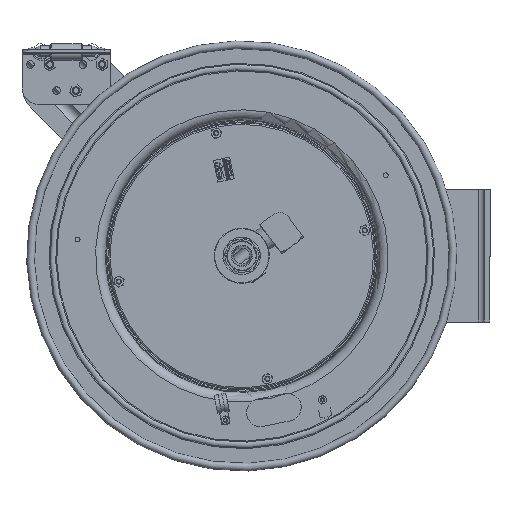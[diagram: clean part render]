
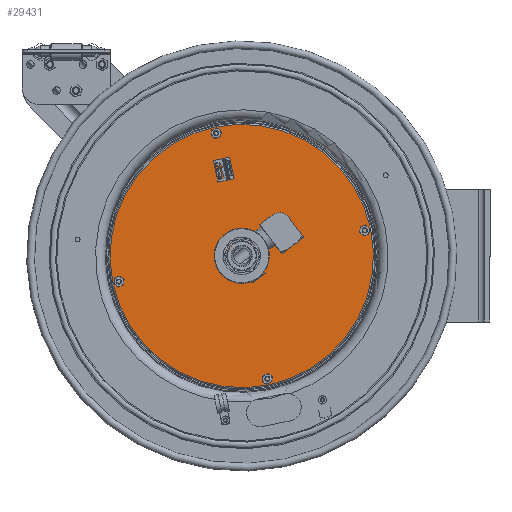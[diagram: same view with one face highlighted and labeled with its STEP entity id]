
A CAD part, left-side view. The second image highlights one B-rep face of the part: STEP entity #29431.
In plain terms, the highlighted planar face has unit normal (-1, 0, 0).
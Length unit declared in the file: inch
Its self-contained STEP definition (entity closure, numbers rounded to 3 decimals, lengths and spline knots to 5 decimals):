
#29336=CARTESIAN_POINT('',(-4.8367,12.46949,5.83569));
#29337=VERTEX_POINT('',#29336);
#29338=CARTESIAN_POINT('',(-4.8367,11.25139,-0.00872));
#29339=DIRECTION('',(1.0,0.,0.));
#29340=DIRECTION('',(0.,-0.204,-0.979));
#29341=AXIS2_PLACEMENT_3D('',#29338,#29339,#29340);
#29342=CIRCLE('',#29341,5.97);
#29343=EDGE_CURVE('',#29337,#29337,#29342,.T.);
#29368=CARTESIAN_POINT('',(-4.8367,11.25139,-0.00872));
#29369=DIRECTION('',(-1.0,0.0,0.0));
#29370=DIRECTION('',(0.0,-0.204,-0.979));
#29371=AXIS2_PLACEMENT_3D('',#29368,#29369,#29370);
#29372=PLANE('',#29371);
#29373=ORIENTED_EDGE('',*,*,#29343,.F.);
#29374=EDGE_LOOP('',(#29373));
#29375=FACE_OUTER_BOUND('',#29374,.T.);
#29376=CARTESIAN_POINT('',(-4.8367,16.79068,-1.30623));
#29377=VERTEX_POINT('',#29376);
#29378=CARTESIAN_POINT('',(-4.8367,16.81924,-1.16918));
#29379=DIRECTION('',(1.0,0.,0.));
#29380=DIRECTION('',(0.,-0.204,-0.979));
#29381=AXIS2_PLACEMENT_3D('',#29378,#29379,#29380);
#29382=CIRCLE('',#29381,0.14);
#29383=EDGE_CURVE('',#29377,#29377,#29382,.T.);
#29384=ORIENTED_EDGE('',*,*,#29383,.T.);
#29385=EDGE_LOOP('',(#29384));
#29386=FACE_BOUND('',#29385,.T.);
#29387=CARTESIAN_POINT('',(-4.8367,5.65497,1.01468));
#29388=VERTEX_POINT('',#29387);
#29389=CARTESIAN_POINT('',(-4.8367,5.68354,1.15174));
#29390=DIRECTION('',(1.0,0.,0.));
#29391=DIRECTION('',(0.,-0.204,-0.979));
#29392=AXIS2_PLACEMENT_3D('',#29389,#29390,#29391);
#29393=CIRCLE('',#29392,0.14);
#29394=EDGE_CURVE('',#29388,#29388,#29393,.T.);
#29395=ORIENTED_EDGE('',*,*,#29394,.T.);
#29396=EDGE_LOOP('',(#29395));
#29397=FACE_BOUND('',#29396,.T.);
#29398=CARTESIAN_POINT('',(-4.8367,12.38328,5.42208));
#29399=VERTEX_POINT('',#29398);
#29400=CARTESIAN_POINT('',(-4.8367,12.41185,5.55914));
#29401=DIRECTION('',(1.0,0.,0.));
#29402=DIRECTION('',(0.,-0.204,-0.979));
#29403=AXIS2_PLACEMENT_3D('',#29400,#29401,#29402);
#29404=CIRCLE('',#29403,0.14);
#29405=EDGE_CURVE('',#29399,#29399,#29404,.T.);
#29406=ORIENTED_EDGE('',*,*,#29405,.T.);
#29407=EDGE_LOOP('',(#29406));
#29408=FACE_BOUND('',#29407,.T.);
#29409=CARTESIAN_POINT('',(-4.8367,10.06237,-5.71363));
#29410=VERTEX_POINT('',#29409);
#29411=CARTESIAN_POINT('',(-4.8367,10.09093,-5.57657));
#29412=DIRECTION('',(1.0,0.,0.));
#29413=DIRECTION('',(0.,-0.204,-0.979));
#29414=AXIS2_PLACEMENT_3D('',#29411,#29412,#29413);
#29415=CIRCLE('',#29414,0.14);
#29416=EDGE_CURVE('',#29410,#29410,#29415,.T.);
#29417=ORIENTED_EDGE('',*,*,#29416,.T.);
#29418=EDGE_LOOP('',(#29417));
#29419=FACE_BOUND('',#29418,.T.);
#29420=CARTESIAN_POINT('',(-4.8367,11.11775,-0.64994));
#29421=VERTEX_POINT('',#29420);
#29422=CARTESIAN_POINT('',(-4.8367,11.25139,-0.00872));
#29423=DIRECTION('',(1.0,0.,0.));
#29424=DIRECTION('',(0.,0.204,0.979));
#29425=AXIS2_PLACEMENT_3D('',#29422,#29423,#29424);
#29426=CIRCLE('',#29425,0.655);
#29427=EDGE_CURVE('',#29421,#29421,#29426,.T.);
#29428=ORIENTED_EDGE('',*,*,#29427,.T.);
#29429=EDGE_LOOP('',(#29428));
#29430=FACE_BOUND('',#29429,.T.);
#29431=ADVANCED_FACE('',(#29375,#29386,#29397,#29408,#29419,#29430),#29372,.T.);
